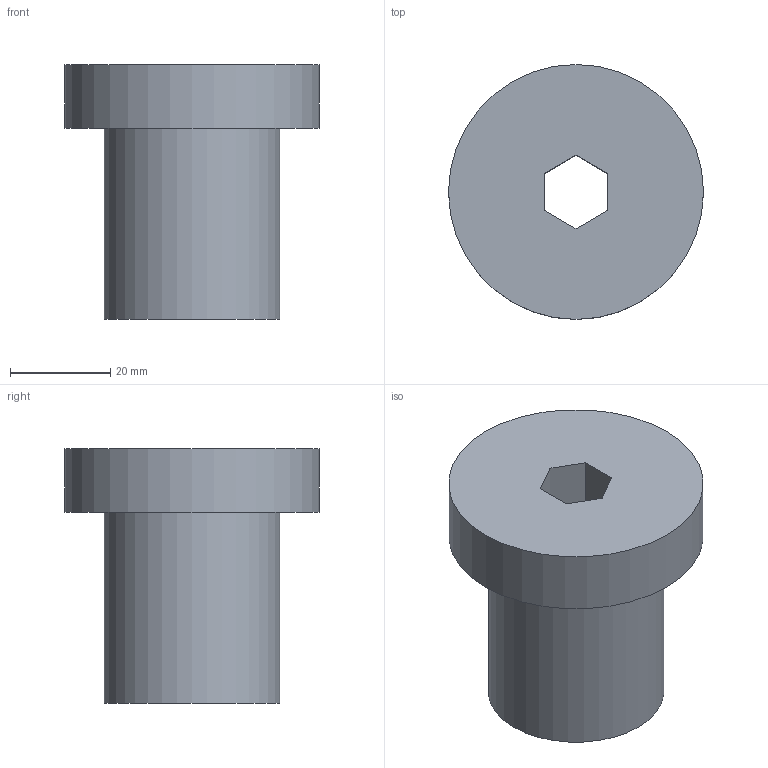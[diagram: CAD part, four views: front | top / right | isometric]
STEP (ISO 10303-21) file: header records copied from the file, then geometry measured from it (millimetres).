
FILE_DESCRIPTION(/* description */ (''),/* implementation_level */ '2;1');
FILE_NAME(/* name */ 'Hex Adapter.stp',/* time_stamp */ '2020-01-27T14:20:39-08:00',/* author */ ('1ifcoutinho'),/* organization */ (''),/* preprocessor_version */ 'ST-DEVELOPER v18',/* originating_system */ 'Autodesk Inventor 2020',/* authorisation */ '');
FILE_SCHEMA (('AUTOMOTIVE_DESIGN { 1 0 10303 214 3 1 1 }'));
Length unit declared in the file: inch
Products named in the file (1): Hex Adapter
Bounding box: 50.8 x 50.8 x 50.8 mm (x, y, z)
Volume: 55394.5 mm3; surface area: 12233.5 mm2
Topology: 1 solids, 1 shells, 11 faces, 28 edges, 20 vertices
Faces by surface type: plane 9, cylinder 2
Full cylindrical faces by diameter (mm): 35.052 x1, 50.8 x1
Entity records: 389 total; most frequent: DIRECTION 60, CARTESIAN_POINT 60, ORIENTED_EDGE 56, EDGE_CURVE 28, LINE 20, VECTOR 20, VERTEX_POINT 20, AXIS2_PLACEMENT_3D 20
